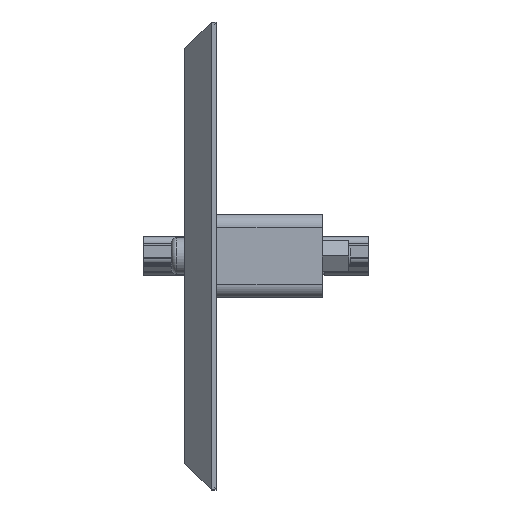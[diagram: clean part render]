
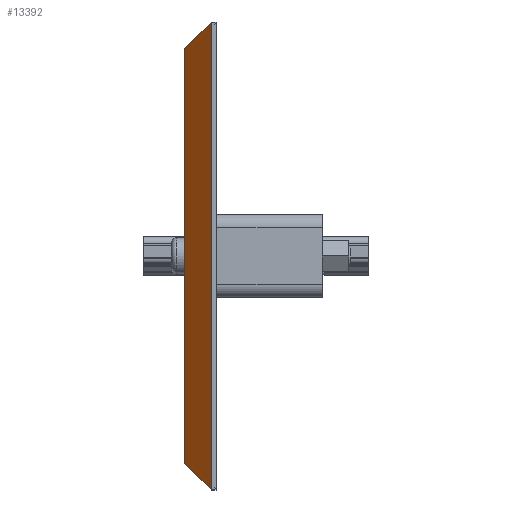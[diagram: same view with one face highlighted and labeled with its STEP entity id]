
A CAD part, left-side view. The second image highlights one B-rep face of the part: STEP entity #13392.
In plain terms, the highlighted planar face has unit normal (-0.707, 0.707, 0).
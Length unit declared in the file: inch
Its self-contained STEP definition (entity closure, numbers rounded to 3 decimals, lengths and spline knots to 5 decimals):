
#13041 = ORIENTED_EDGE ( 'NONE', *, *, #13502, .F. ) ;
#13321 = VERTEX_POINT ( 'NONE', #37087 ) ;
#13373 = VERTEX_POINT ( 'NONE', #37105 ) ;
#13377 = EDGE_CURVE ( 'NONE', #13373, #13321, #37104, .T. ) ;
#13392 = ADVANCED_FACE ( 'NONE', ( #37154 ), #37153, .F. ) ;
#13396 = EDGE_LOOP ( 'NONE', ( #13398, #13399, #13041, #13505 ) ) ;
#13398 = ORIENTED_EDGE ( 'NONE', *, *, #13405, .F. ) ;
#13399 = ORIENTED_EDGE ( 'NONE', *, *, #13377, .F. ) ;
#13405 = EDGE_CURVE ( 'NONE', #13321, #13453, #37151, .T. ) ;
#13453 = VERTEX_POINT ( 'NONE', #37170 ) ;
#13502 = EDGE_CURVE ( 'NONE', #13503, #13373, #37194, .T. ) ;
#13503 = VERTEX_POINT ( 'NONE', #37190 ) ;
#13505 = ORIENTED_EDGE ( 'NONE', *, *, #13507, .T. ) ;
#13507 = EDGE_CURVE ( 'NONE', #13503, #13453, #37252, .T. ) ;
#37087 = CARTESIAN_POINT ( 'NONE',  ( -2.125, 0.03, 1.25 ) ) ;
#37101 = DIRECTION ( 'NONE',  ( 0., 0., 1. ) ) ;
#37102 = VECTOR ( 'NONE', #37101, 39.37008 ) ;
#37103 = CARTESIAN_POINT ( 'NONE',  ( -2.125, 0.03, -1.25 ) ) ;
#37104 = LINE ( 'NONE', #37103, #37102 ) ;
#37105 = CARTESIAN_POINT ( 'NONE',  ( -2.125, 0.03, -1.25 ) ) ;
#37145 = DIRECTION ( 'NONE',  ( -0.577, -0.577, 0.577 ) ) ;
#37146 = VECTOR ( 'NONE', #37145, 39.37008 ) ;
#37147 = CARTESIAN_POINT ( 'NONE',  ( -1.36464, 0.79036, 0.48964 ) ) ;
#37148 = DIRECTION ( 'NONE',  ( 0.707, 0.707, 0. ) ) ;
#37149 = DIRECTION ( 'NONE',  ( 0.707, -0.707, 0. ) ) ;
#37150 = AXIS2_PLACEMENT_3D ( 'NONE', #37152, #37149, #37148 ) ;
#37151 = LINE ( 'NONE', #37147, #37146 ) ;
#37152 = CARTESIAN_POINT ( 'NONE',  ( -2.34393, -0.18893, -1.46893 ) ) ;
#37153 = PLANE ( 'NONE',  #37150 ) ;
#37154 = FACE_OUTER_BOUND ( 'NONE', #13396, .T. ) ;
#37170 = CARTESIAN_POINT ( 'NONE',  ( -2.285, -0.13, 1.41 ) ) ;
#37190 = CARTESIAN_POINT ( 'NONE',  ( -2.285, -0.13, -1.41 ) ) ;
#37191 = DIRECTION ( 'NONE',  ( 0.577, 0.577, 0.577 ) ) ;
#37192 = VECTOR ( 'NONE', #37191, 39.37008 ) ;
#37193 = CARTESIAN_POINT ( 'NONE',  ( -2.34393, -0.18893, -1.46893 ) ) ;
#37194 = LINE ( 'NONE', #37193, #37192 ) ;
#37249 = DIRECTION ( 'NONE',  ( 0., 0., 1. ) ) ;
#37250 = VECTOR ( 'NONE', #37249, 39.37008 ) ;
#37251 = CARTESIAN_POINT ( 'NONE',  ( -2.285, -0.13, -1.41 ) ) ;
#37252 = LINE ( 'NONE', #37251, #37250 ) ;
